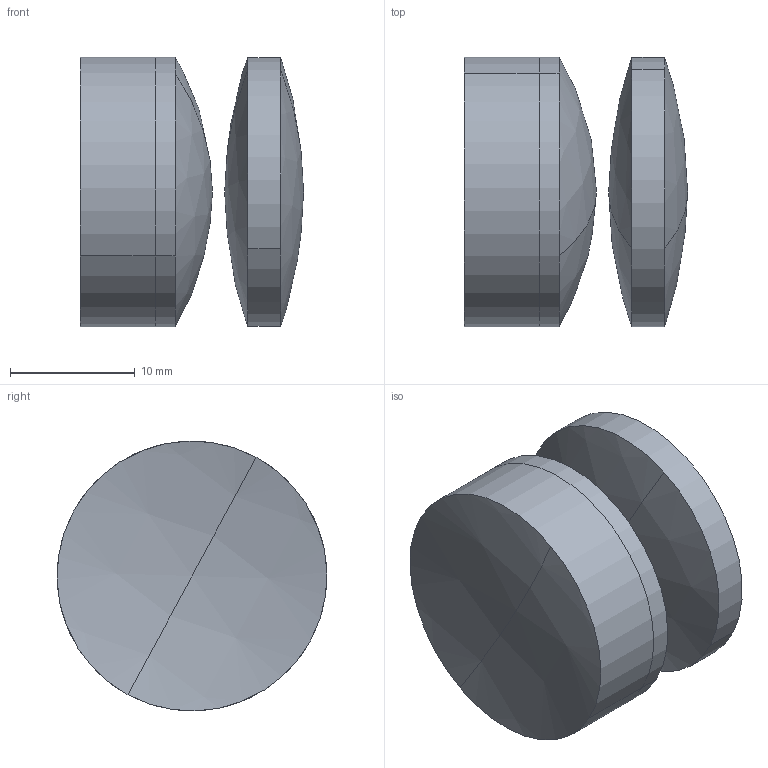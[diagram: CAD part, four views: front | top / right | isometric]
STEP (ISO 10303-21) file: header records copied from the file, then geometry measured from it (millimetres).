
FILE_DESCRIPTION (( 'STEP AP203' ), '1' );
FILE_NAME ('Web Model 66210_66210.step', '2021-06-14T16:59:39', ( '' ), ( '' ), 'SwSTEP 2.0', 'SolidWorks 2018', '' );
FILE_SCHEMA (( 'CONFIG_CONTROL_DESIGN' ));
Length unit declared in the file: millimetre
Products named in the file (1): Web Model 66210_66210
Bounding box: 17.91 x 21.66 x 21.66 mm (x, y, z)
Volume: 4802 mm3; surface area: 3020.4 mm2
Topology: 3 solids, 3 shells, 18 faces, 42 edges, 30 vertices
Faces by surface type: sphere 12, cylinder 6
Entity records: 623 total; most frequent: DIRECTION 116, CARTESIAN_POINT 91, ORIENTED_EDGE 84, AXIS2_PLACEMENT_3D 55, EDGE_CURVE 42, CIRCLE 36, VERTEX_POINT 30, FACE_OUTER_BOUND 18
